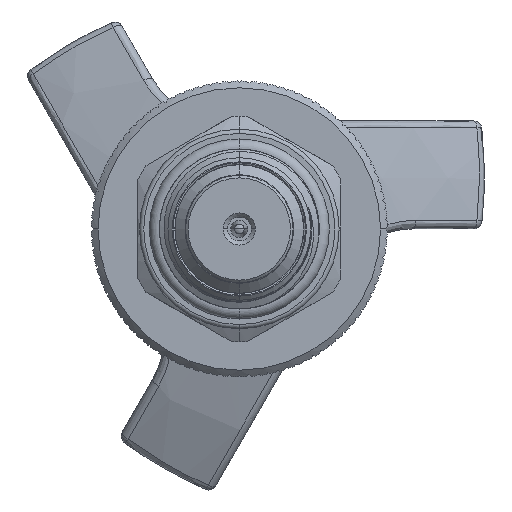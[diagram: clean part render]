
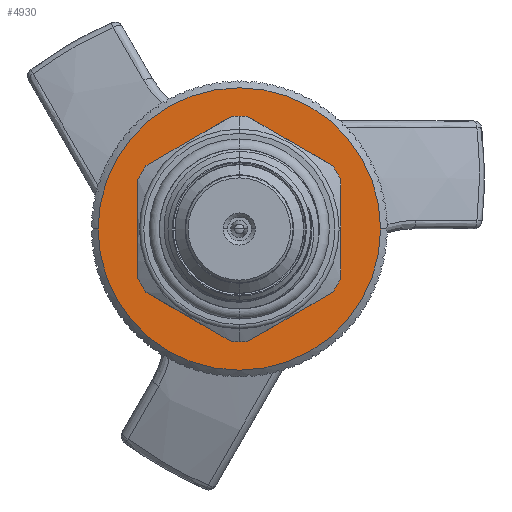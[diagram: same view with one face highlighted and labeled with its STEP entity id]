
A CAD part, front view. The second image highlights one B-rep face of the part: STEP entity #4930.
In plain terms, the highlighted planar face has unit normal (0, -1, 0).
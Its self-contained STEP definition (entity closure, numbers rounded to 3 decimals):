
#4495 = VERTEX_POINT ( 'NONE', #6624 ) ;
#4930 = ADVANCED_FACE ( 'NONE', ( #66848, #59895 ), #27579, .T. ) ;
#6203 = EDGE_CURVE ( 'NONE', #4495, #84547, #28792, .T. ) ;
#6376 = CIRCLE ( 'NONE', #14998, 16.7 ) ;
#6624 = CARTESIAN_POINT ( 'NONE',  ( 0., 1.585, -10.9 ) ) ;
#10989 = CARTESIAN_POINT ( 'NONE',  ( 0., 1.585, 10.9 ) ) ;
#11784 = CIRCLE ( 'NONE', #25992, 16.7 ) ;
#12840 = DIRECTION ( 'NONE',  ( 1., 0., 0. ) ) ;
#14998 = AXIS2_PLACEMENT_3D ( 'NONE', #21904, #95037, #66029 ) ;
#17259 = AXIS2_PLACEMENT_3D ( 'NONE', #31925, #39973, #24835 ) ;
#21904 = CARTESIAN_POINT ( 'NONE',  ( 0., 1.585, 0. ) ) ;
#23655 = DIRECTION ( 'NONE',  ( 0., -1., 0. ) ) ;
#24488 = EDGE_CURVE ( 'NONE', #84547, #4495, #28688, .T. ) ;
#24835 = DIRECTION ( 'NONE',  ( 1., 0., 0. ) ) ;
#25233 = ORIENTED_EDGE ( 'NONE', *, *, #34798, .T. ) ;
#25992 = AXIS2_PLACEMENT_3D ( 'NONE', #64103, #93424, #12840 ) ;
#26620 = ORIENTED_EDGE ( 'NONE', *, *, #24488, .F. ) ;
#27579 = PLANE ( 'NONE',  #61713 ) ;
#28688 = CIRCLE ( 'NONE', #51147, 10.9 ) ;
#28792 = CIRCLE ( 'NONE', #17259, 10.9 ) ;
#31925 = CARTESIAN_POINT ( 'NONE',  ( 0., 1.585, 0. ) ) ;
#34798 = EDGE_CURVE ( 'NONE', #66159, #48003, #6376, .T. ) ;
#34997 = CARTESIAN_POINT ( 'NONE',  ( 0., 1.585, 0. ) ) ;
#38165 = DIRECTION ( 'NONE',  ( 1., 0., 0. ) ) ;
#39973 = DIRECTION ( 'NONE',  ( 0., -1., 0. ) ) ;
#48003 = VERTEX_POINT ( 'NONE', #92411 ) ;
#48033 = EDGE_LOOP ( 'NONE', ( #26620, #50827 ) ) ;
#50827 = ORIENTED_EDGE ( 'NONE', *, *, #6203, .F. ) ;
#51147 = AXIS2_PLACEMENT_3D ( 'NONE', #59727, #23655, #38165 ) ;
#58839 = ORIENTED_EDGE ( 'NONE', *, *, #74620, .T. ) ;
#59727 = CARTESIAN_POINT ( 'NONE',  ( 0., 1.585, 0. ) ) ;
#59895 = FACE_BOUND ( 'NONE', #48033, .T. ) ;
#61713 = AXIS2_PLACEMENT_3D ( 'NONE', #34997, #79356, #79680 ) ;
#64103 = CARTESIAN_POINT ( 'NONE',  ( 0., 1.585, 0. ) ) ;
#66029 = DIRECTION ( 'NONE',  ( 1., 0., 0. ) ) ;
#66159 = VERTEX_POINT ( 'NONE', #83372 ) ;
#66848 = FACE_OUTER_BOUND ( 'NONE', #73302, .T. ) ;
#73302 = EDGE_LOOP ( 'NONE', ( #58839, #25233 ) ) ;
#74620 = EDGE_CURVE ( 'NONE', #48003, #66159, #11784, .T. ) ;
#79356 = DIRECTION ( 'NONE',  ( 0., -1., 0. ) ) ;
#79680 = DIRECTION ( 'NONE',  ( 1., 0., 0. ) ) ;
#83372 = CARTESIAN_POINT ( 'NONE',  ( 16.7, 1.585, 0. ) ) ;
#84547 = VERTEX_POINT ( 'NONE', #10989 ) ;
#92411 = CARTESIAN_POINT ( 'NONE',  ( -16.7, 1.585, 0. ) ) ;
#93424 = DIRECTION ( 'NONE',  ( 0., -1., 0. ) ) ;
#95037 = DIRECTION ( 'NONE',  ( 0., -1., 0. ) ) ;
